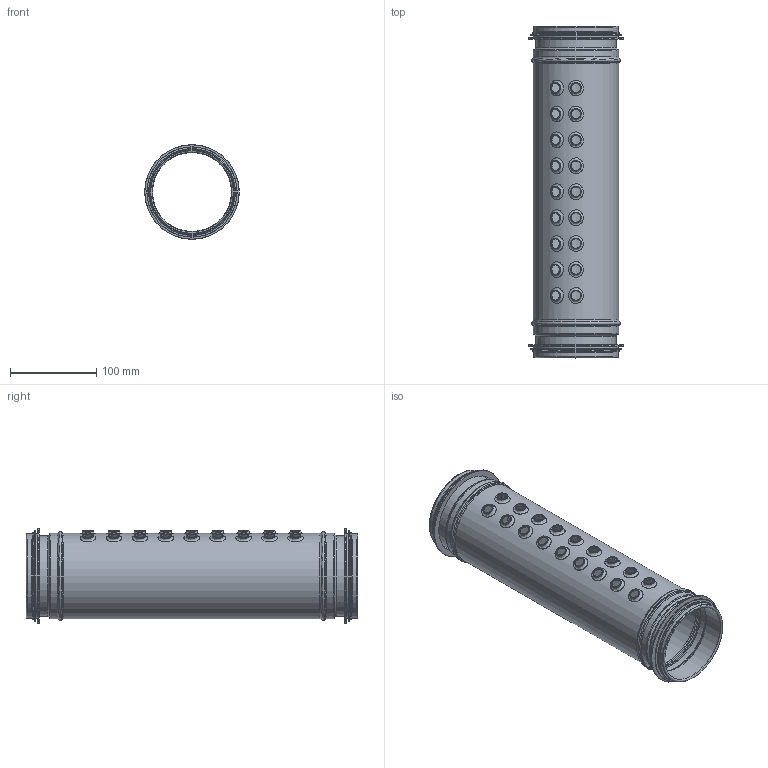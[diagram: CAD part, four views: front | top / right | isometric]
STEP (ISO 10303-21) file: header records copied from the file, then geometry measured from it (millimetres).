
FILE_DESCRIPTION((''),'2;1');
FILE_NAME('HID-100-01-100.stp','2014-03-05T13:35:42',(''),(''),'Autodesk Inventor 2013','Autodesk Inventor 2013','');
FILE_SCHEMA(('AUTOMOTIVE_DESIGN { 1 2 10303 214 0 1 1 1 }'));
Length unit declared in the file: millimetre
Products named in the file (3): HID-100-01-100; HID-100-01-rörämne; 999003
Assembly tree (3 placements, depth 2):
  HID-100-01-100
    HID-100-01-rörämne
    999003  x2
Bounding box: 109.45 x 383.69 x 109.45 mm (x, y, z)
Volume: 95075.2 mm3; surface area: 278857.8 mm2
Topology: 3 solids, 3 shells, 180 faces, 369 edges, 219 vertices
Faces by surface type: cylinder 62, bspline 36, torus 36, plane 30, cone 16
Full cylindrical faces by diameter (mm): 11 x18, 12.2 x18, 91.3 x1, 91.46 x1, 92.5 x1, 92.66 x1, 95.45 x2, 96.9 x2, 97.3 x3, 98.05 x6, 98.1 x2, 98.5 x3, 104.45 x2, 109.45 x2
Entity records: 7893 total; most frequent: CARTESIAN_POINT 4954, DIRECTION 548, ORIENTED_EDGE 430, EDGE_LOOP 322, AXIS2_PLACEMENT_3D 274, EDGE_CURVE 215, VERTEX_POINT 179, FACE_OUTER_BOUND 161
